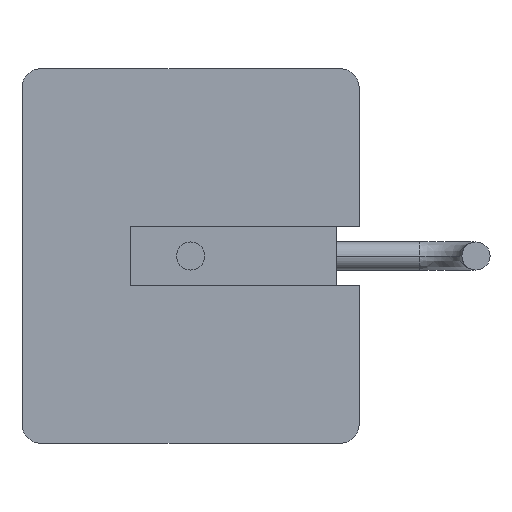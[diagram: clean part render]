
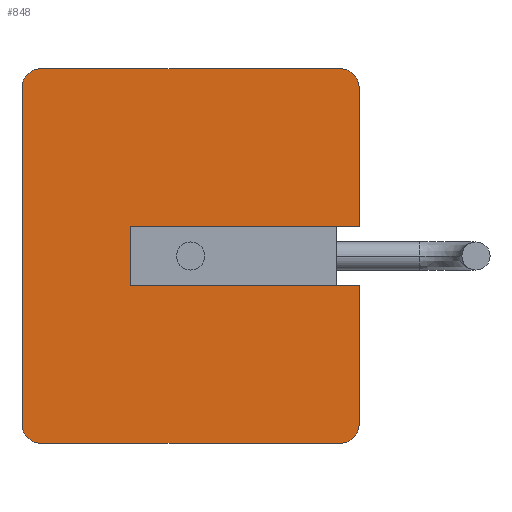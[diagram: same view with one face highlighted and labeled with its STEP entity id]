
A CAD part, left-side view. The second image highlights one B-rep face of the part: STEP entity #848.
In plain terms, the highlighted planar face has unit normal (-1, 0, 0).
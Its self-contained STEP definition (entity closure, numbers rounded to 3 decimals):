
#31 = DIRECTION ( 'NONE',  ( 0., 0., -1. ) ) ;
#45 = CARTESIAN_POINT ( 'NONE',  ( -11., 0., 0.8 ) ) ;
#75 = ORIENTED_EDGE ( 'NONE', *, *, #2341, .T. ) ;
#188 = ORIENTED_EDGE ( 'NONE', *, *, #1961, .T. ) ;
#376 = CARTESIAN_POINT ( 'NONE',  ( -11., 0.5, 5. ) ) ;
#400 = EDGE_CURVE ( 'NONE', #1163, #4787, #3419, .T. ) ;
#486 = CARTESIAN_POINT ( 'NONE',  ( -11., 6.1, -0.8 ) ) ;
#535 = DIRECTION ( 'NONE',  ( -1., 0., 0. ) ) ;
#567 = AXIS2_PLACEMENT_3D ( 'NONE', #1560, #535, #4369 ) ;
#570 = EDGE_CURVE ( 'NONE', #1394, #2627, #4896, .T. ) ;
#608 = DIRECTION ( 'NONE',  ( 1., 0., 0. ) ) ;
#703 = ORIENTED_EDGE ( 'NONE', *, *, #3987, .F. ) ;
#710 = CARTESIAN_POINT ( 'NONE',  ( -11., 0., 4.5 ) ) ;
#813 = CIRCLE ( 'NONE', #893, 0.5 ) ;
#848 = ADVANCED_FACE ( 'NONE', ( #1649 ), #1438, .T. ) ;
#891 = EDGE_CURVE ( 'NONE', #1394, #5017, #813, .T. ) ;
#893 = AXIS2_PLACEMENT_3D ( 'NONE', #2483, #2008, #31 ) ;
#1017 = DIRECTION ( 'NONE',  ( 0., -1., 0. ) ) ;
#1129 = EDGE_CURVE ( 'NONE', #1270, #3478, #2404, .T. ) ;
#1132 = EDGE_CURVE ( 'NONE', #2627, #3323, #3319, .T. ) ;
#1163 = VERTEX_POINT ( 'NONE', #376 ) ;
#1223 = LINE ( 'NONE', #6080, #3112 ) ;
#1270 = VERTEX_POINT ( 'NONE', #4237 ) ;
#1383 = VERTEX_POINT ( 'NONE', #45 ) ;
#1394 = VERTEX_POINT ( 'NONE', #1452 ) ;
#1427 = ORIENTED_EDGE ( 'NONE', *, *, #891, .F. ) ;
#1438 = PLANE ( 'NONE',  #567 ) ;
#1452 = CARTESIAN_POINT ( 'NONE',  ( -11., 0., -4.5 ) ) ;
#1475 = CARTESIAN_POINT ( 'NONE',  ( -11., 0., 0.8 ) ) ;
#1490 = LINE ( 'NONE', #2976, #2085 ) ;
#1504 = EDGE_CURVE ( 'NONE', #3478, #5017, #1490, .T. ) ;
#1560 = CARTESIAN_POINT ( 'NONE',  ( -11., 0., -5. ) ) ;
#1649 = FACE_OUTER_BOUND ( 'NONE', #4567, .T. ) ;
#1670 = VECTOR ( 'NONE', #5504, 1000. ) ;
#1740 = CARTESIAN_POINT ( 'NONE',  ( -11., 0., -5. ) ) ;
#1961 = EDGE_CURVE ( 'NONE', #4282, #5691, #3883, .T. ) ;
#2008 = DIRECTION ( 'NONE',  ( 1., 0., 0. ) ) ;
#2058 = VECTOR ( 'NONE', #4414, 1000. ) ;
#2085 = VECTOR ( 'NONE', #2336, 1000. ) ;
#2123 = EDGE_CURVE ( 'NONE', #6136, #1383, #2370, .T. ) ;
#2133 = CARTESIAN_POINT ( 'NONE',  ( -11., 8.5, -5. ) ) ;
#2184 = VECTOR ( 'NONE', #5663, 1000. ) ;
#2301 = CARTESIAN_POINT ( 'NONE',  ( -11., 0., -5. ) ) ;
#2317 = CARTESIAN_POINT ( 'NONE',  ( -11., 8.5, 4.5 ) ) ;
#2336 = DIRECTION ( 'NONE',  ( 0., -1., 0. ) ) ;
#2341 = EDGE_CURVE ( 'NONE', #1383, #4787, #4843, .T. ) ;
#2370 = LINE ( 'NONE', #1475, #4003 ) ;
#2386 = ORIENTED_EDGE ( 'NONE', *, *, #570, .T. ) ;
#2404 = CIRCLE ( 'NONE', #4272, 0.5 ) ;
#2483 = CARTESIAN_POINT ( 'NONE',  ( -11., 0.5, -4.5 ) ) ;
#2559 = VECTOR ( 'NONE', #4883, 1000. ) ;
#2627 = VERTEX_POINT ( 'NONE', #5644 ) ;
#2661 = CARTESIAN_POINT ( 'NONE',  ( -11., 0., -0.8 ) ) ;
#2841 = EDGE_CURVE ( 'NONE', #3323, #6136, #3854, .T. ) ;
#2976 = CARTESIAN_POINT ( 'NONE',  ( -11., 0., -5. ) ) ;
#3071 = CARTESIAN_POINT ( 'NONE',  ( -11., 9., 4.5 ) ) ;
#3112 = VECTOR ( 'NONE', #4809, 1000. ) ;
#3133 = CARTESIAN_POINT ( 'NONE',  ( -11., 8.5, -4.5 ) ) ;
#3319 = LINE ( 'NONE', #2661, #3829 ) ;
#3323 = VERTEX_POINT ( 'NONE', #486 ) ;
#3344 = CARTESIAN_POINT ( 'NONE',  ( -11., 6.1, 0.8 ) ) ;
#3397 = ORIENTED_EDGE ( 'NONE', *, *, #5528, .T. ) ;
#3419 = CIRCLE ( 'NONE', #4904, 0.5 ) ;
#3478 = VERTEX_POINT ( 'NONE', #2133 ) ;
#3518 = CARTESIAN_POINT ( 'NONE',  ( -11., 0.5, -5. ) ) ;
#3531 = CARTESIAN_POINT ( 'NONE',  ( -11., 6.1, -5. ) ) ;
#3807 = DIRECTION ( 'NONE',  ( -1., 0., 0. ) ) ;
#3829 = VECTOR ( 'NONE', #4114, 1000. ) ;
#3854 = LINE ( 'NONE', #3531, #2559 ) ;
#3883 = CIRCLE ( 'NONE', #4231, 0.5 ) ;
#3891 = CARTESIAN_POINT ( 'NONE',  ( -11., 8.5, 5. ) ) ;
#3970 = DIRECTION ( 'NONE',  ( 0., 0., 1. ) ) ;
#3987 = EDGE_CURVE ( 'NONE', #1270, #5691, #1223, .T. ) ;
#4003 = VECTOR ( 'NONE', #1017, 1000. ) ;
#4010 = CARTESIAN_POINT ( 'NONE',  ( -11., 0.5, 4.5 ) ) ;
#4114 = DIRECTION ( 'NONE',  ( 0., 1., 0. ) ) ;
#4231 = AXIS2_PLACEMENT_3D ( 'NONE', #2317, #3807, #5651 ) ;
#4237 = CARTESIAN_POINT ( 'NONE',  ( -11., 9., -4.5 ) ) ;
#4272 = AXIS2_PLACEMENT_3D ( 'NONE', #3133, #5066, #5541 ) ;
#4282 = VERTEX_POINT ( 'NONE', #3891 ) ;
#4369 = DIRECTION ( 'NONE',  ( 0., 0., 1. ) ) ;
#4377 = CARTESIAN_POINT ( 'NONE',  ( -11., 0., 5. ) ) ;
#4414 = DIRECTION ( 'NONE',  ( 0., 1., 0. ) ) ;
#4567 = EDGE_LOOP ( 'NONE', ( #5951, #3397, #188, #703, #5213, #5422, #1427, #2386, #6100, #5281, #4985, #75 ) ) ;
#4772 = LINE ( 'NONE', #4377, #2058 ) ;
#4787 = VERTEX_POINT ( 'NONE', #710 ) ;
#4809 = DIRECTION ( 'NONE',  ( 0., 0., 1. ) ) ;
#4843 = LINE ( 'NONE', #1740, #1670 ) ;
#4883 = DIRECTION ( 'NONE',  ( 0., 0., 1. ) ) ;
#4896 = LINE ( 'NONE', #2301, #2184 ) ;
#4904 = AXIS2_PLACEMENT_3D ( 'NONE', #4010, #608, #3970 ) ;
#4985 = ORIENTED_EDGE ( 'NONE', *, *, #2123, .T. ) ;
#5017 = VERTEX_POINT ( 'NONE', #3518 ) ;
#5066 = DIRECTION ( 'NONE',  ( -1., 0., 0. ) ) ;
#5213 = ORIENTED_EDGE ( 'NONE', *, *, #1129, .T. ) ;
#5281 = ORIENTED_EDGE ( 'NONE', *, *, #2841, .T. ) ;
#5422 = ORIENTED_EDGE ( 'NONE', *, *, #1504, .T. ) ;
#5504 = DIRECTION ( 'NONE',  ( 0., 0., 1. ) ) ;
#5528 = EDGE_CURVE ( 'NONE', #1163, #4282, #4772, .T. ) ;
#5541 = DIRECTION ( 'NONE',  ( 0., 0., 1. ) ) ;
#5644 = CARTESIAN_POINT ( 'NONE',  ( -11., 0., -0.8 ) ) ;
#5651 = DIRECTION ( 'NONE',  ( 0., 0., -1. ) ) ;
#5663 = DIRECTION ( 'NONE',  ( 0., 0., 1. ) ) ;
#5691 = VERTEX_POINT ( 'NONE', #3071 ) ;
#5951 = ORIENTED_EDGE ( 'NONE', *, *, #400, .F. ) ;
#6080 = CARTESIAN_POINT ( 'NONE',  ( -11., 9., 0. ) ) ;
#6100 = ORIENTED_EDGE ( 'NONE', *, *, #1132, .T. ) ;
#6136 = VERTEX_POINT ( 'NONE', #3344 ) ;
